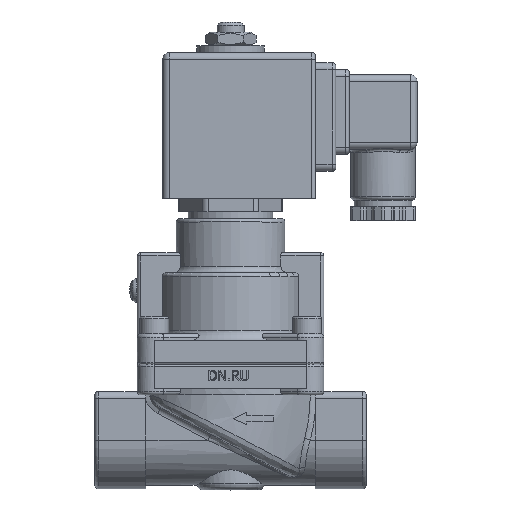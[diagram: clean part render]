
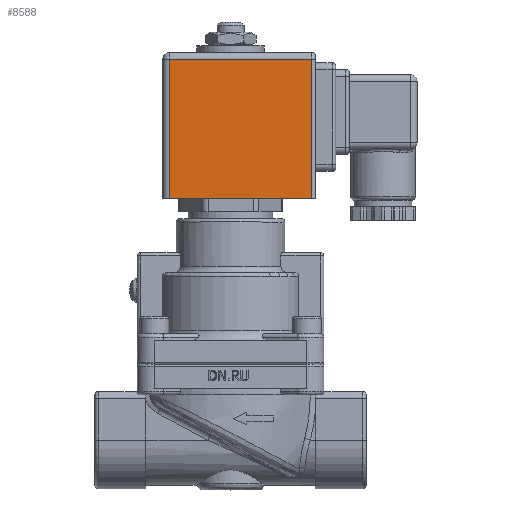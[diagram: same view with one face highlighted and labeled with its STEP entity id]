
A CAD part, top view. The second image highlights one B-rep face of the part: STEP entity #8588.
In plain terms, the highlighted face is planar.
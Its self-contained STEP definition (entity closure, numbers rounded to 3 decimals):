
#686=LINE('',#15737,#1270);
#688=LINE('',#15743,#1272);
#739=LINE('',#15901,#1323);
#754=LINE('',#15948,#1338);
#1270=VECTOR('',#11458,10.);
#1272=VECTOR('',#11464,10.);
#1323=VECTOR('',#11647,10.);
#1338=VECTOR('',#11716,10.);
#2573=FACE_OUTER_BOUND('',#3085,.T.);
#3085=EDGE_LOOP('',(#7222,#7223,#7224,#7225));
#3771=VERTEX_POINT('',#15727);
#3773=VERTEX_POINT('',#15733);
#3776=VERTEX_POINT('',#15741);
#3817=VERTEX_POINT('',#15899);
#4873=EDGE_CURVE('',#3771,#3773,#686,.T.);
#4876=EDGE_CURVE('',#3776,#3771,#688,.T.);
#4955=EDGE_CURVE('',#3817,#3776,#739,.T.);
#4976=EDGE_CURVE('',#3817,#3773,#754,.T.);
#7222=ORIENTED_EDGE('',*,*,#4873,.F.);
#7223=ORIENTED_EDGE('',*,*,#4876,.F.);
#7224=ORIENTED_EDGE('',*,*,#4955,.F.);
#7225=ORIENTED_EDGE('',*,*,#4976,.T.);
#7701=PLANE('',#9550);
#8588=ADVANCED_FACE('',(#2573),#7701,.T.);
#9550=AXIS2_PLACEMENT_3D('',#15949,#11717,#11718);
#11458=DIRECTION('',(0.,-1.,0.));
#11464=DIRECTION('',(0.,0.,1.));
#11647=DIRECTION('',(0.,1.,0.));
#11716=DIRECTION('',(0.,0.,1.));
#11717=DIRECTION('center_axis',(-1.,0.,0.));
#11718=DIRECTION('ref_axis',(0.,0.,1.));
#15727=CARTESIAN_POINT('',(-17.5,45.,24.));
#15733=CARTESIAN_POINT('',(-17.5,4.,24.));
#15737=CARTESIAN_POINT('',(-17.5,14.75,24.));
#15741=CARTESIAN_POINT('',(-17.5,45.,-18.));
#15743=CARTESIAN_POINT('',(-17.5,45.,-10.));
#15899=CARTESIAN_POINT('',(-17.5,4.,-18.));
#15901=CARTESIAN_POINT('',(-17.5,4.,-18.));
#15948=CARTESIAN_POINT('',(-17.5,4.,-20.));
#15949=CARTESIAN_POINT('Origin',(-17.5,4.,-20.));
